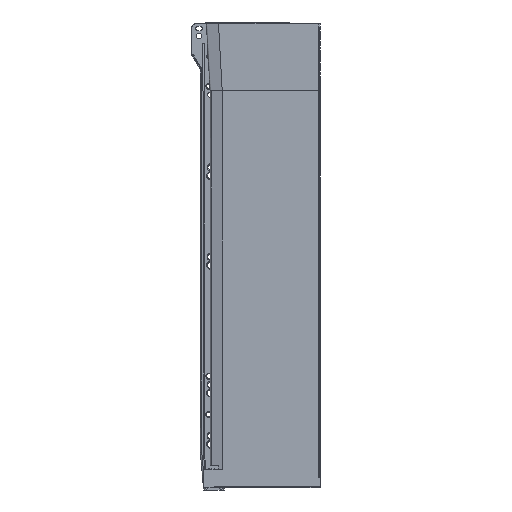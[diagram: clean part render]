
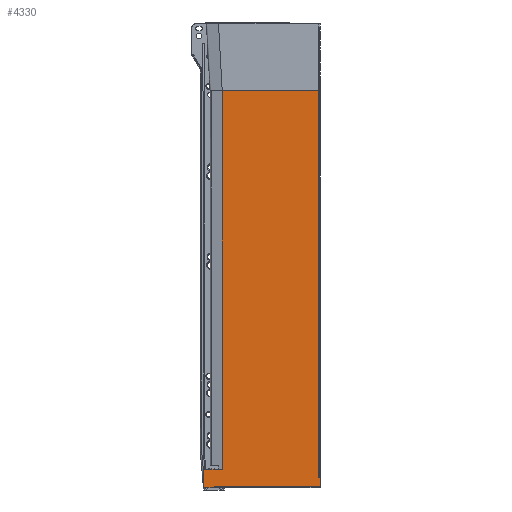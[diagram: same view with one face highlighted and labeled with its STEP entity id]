
A CAD part, left-side view. The second image highlights one B-rep face of the part: STEP entity #4330.
In plain terms, the highlighted planar face has unit normal (-1, 0, 0).
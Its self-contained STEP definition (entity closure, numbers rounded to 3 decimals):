
#16 = VECTOR ( 'NONE', #5850, 1000. ) ;
#110 = EDGE_CURVE ( 'NONE', #9642, #9692, #4570, .T. ) ;
#172 = CARTESIAN_POINT ( 'NONE',  ( -14.887, -0.837, -72. ) ) ;
#237 = LINE ( 'NONE', #2623, #4873 ) ;
#377 = CARTESIAN_POINT ( 'NONE',  ( -14.887, 111.5, -498. ) ) ;
#381 = DIRECTION ( 'NONE',  ( 0., 1., 0. ) ) ;
#385 = EDGE_CURVE ( 'NONE', #5749, #9642, #9207, .T. ) ;
#614 = VERTEX_POINT ( 'NONE', #3413 ) ;
#690 = DIRECTION ( 'NONE',  ( 0., 0., -1. ) ) ;
#844 = VECTOR ( 'NONE', #7986, 1000. ) ;
#858 = VERTEX_POINT ( 'NONE', #3082 ) ;
#1041 = EDGE_CURVE ( 'NONE', #4536, #7001, #7300, .T. ) ;
#1148 = DIRECTION ( 'NONE',  ( 0., -1., 0. ) ) ;
#1167 = EDGE_CURVE ( 'NONE', #7001, #1848, #4405, .T. ) ;
#1703 = CARTESIAN_POINT ( 'NONE',  ( -14.887, 111.5, -498. ) ) ;
#1716 = CARTESIAN_POINT ( 'NONE',  ( -14.887, -0.837, -498. ) ) ;
#1804 = LINE ( 'NONE', #172, #5851 ) ;
#1848 = VERTEX_POINT ( 'NONE', #7856 ) ;
#1901 = ORIENTED_EDGE ( 'NONE', *, *, #110, .F. ) ;
#2221 = EDGE_CURVE ( 'NONE', #6335, #858, #237, .T. ) ;
#2573 = FACE_OUTER_BOUND ( 'NONE', #7718, .T. ) ;
#2584 = DIRECTION ( 'NONE',  ( 0., 1., 0. ) ) ;
#2593 = CARTESIAN_POINT ( 'NONE',  ( -14.887, -378., -487. ) ) ;
#2623 = CARTESIAN_POINT ( 'NONE',  ( -14.887, 102.9, -478. ) ) ;
#2873 = CARTESIAN_POINT ( 'NONE',  ( -14.887, 122.645, -478. ) ) ;
#3082 = CARTESIAN_POINT ( 'NONE',  ( -14.887, 102.9, -478. ) ) ;
#3413 = CARTESIAN_POINT ( 'NONE',  ( -14.887, 102.9, -72. ) ) ;
#3543 = CARTESIAN_POINT ( 'NONE',  ( -14.887, 122.645, -478. ) ) ;
#3779 = CARTESIAN_POINT ( 'NONE',  ( -14.887, 122.645, -498. ) ) ;
#3812 = CARTESIAN_POINT ( 'NONE',  ( -14.887, -2.091, -487. ) ) ;
#3924 = ORIENTED_EDGE ( 'NONE', *, *, #385, .F. ) ;
#4330 = ADVANCED_FACE ( 'NONE', ( #2573 ), #9905, .T. ) ;
#4405 = LINE ( 'NONE', #7562, #7222 ) ;
#4443 = EDGE_CURVE ( 'NONE', #4536, #5749, #9850, .T. ) ;
#4484 = ORIENTED_EDGE ( 'NONE', *, *, #2221, .F. ) ;
#4536 = VERTEX_POINT ( 'NONE', #3812 ) ;
#4570 = LINE ( 'NONE', #377, #9067 ) ;
#4586 = DIRECTION ( 'NONE',  ( 0., 0., -1. ) ) ;
#4818 = DIRECTION ( 'NONE',  ( 0., 0., -1. ) ) ;
#4873 = VECTOR ( 'NONE', #1148, 1000. ) ;
#5300 = VECTOR ( 'NONE', #7012, 1000. ) ;
#5351 = EDGE_CURVE ( 'NONE', #6335, #6942, #6128, .T. ) ;
#5369 = ORIENTED_EDGE ( 'NONE', *, *, #5942, .F. ) ;
#5534 = LINE ( 'NONE', #6275, #844 ) ;
#5538 = CARTESIAN_POINT ( 'NONE',  ( -14.887, -0.837, -487. ) ) ;
#5749 = VERTEX_POINT ( 'NONE', #7421 ) ;
#5850 = DIRECTION ( 'NONE',  ( 0., 1., 0. ) ) ;
#5851 = VECTOR ( 'NONE', #381, 1000. ) ;
#5942 = EDGE_CURVE ( 'NONE', #858, #614, #5534, .T. ) ;
#6128 = LINE ( 'NONE', #2873, #10085 ) ;
#6253 = EDGE_CURVE ( 'NONE', #6942, #9692, #9265, .T. ) ;
#6275 = CARTESIAN_POINT ( 'NONE',  ( -14.887, 102.9, -498. ) ) ;
#6335 = VERTEX_POINT ( 'NONE', #3543 ) ;
#6543 = CARTESIAN_POINT ( 'NONE',  ( -14.887, -2.091, -496.9 ) ) ;
#6942 = VERTEX_POINT ( 'NONE', #3779 ) ;
#6969 = DIRECTION ( 'NONE',  ( 0., 0., -1. ) ) ;
#7001 = VERTEX_POINT ( 'NONE', #5538 ) ;
#7012 = DIRECTION ( 'NONE',  ( 0., -1., 0. ) ) ;
#7070 = ORIENTED_EDGE ( 'NONE', *, *, #4443, .F. ) ;
#7199 = ORIENTED_EDGE ( 'NONE', *, *, #1167, .T. ) ;
#7222 = VECTOR ( 'NONE', #8312, 1000. ) ;
#7300 = LINE ( 'NONE', #2593, #16 ) ;
#7421 = CARTESIAN_POINT ( 'NONE',  ( -14.887, -2.091, -496.9 ) ) ;
#7441 = DIRECTION ( 'NONE',  ( -1., 0., 0. ) ) ;
#7562 = CARTESIAN_POINT ( 'NONE',  ( -14.887, -0.837, -498. ) ) ;
#7718 = EDGE_LOOP ( 'NONE', ( #3924, #7070, #8461, #7199, #10020, #5369, #4484, #9390, #9039, #1901 ) ) ;
#7856 = CARTESIAN_POINT ( 'NONE',  ( -14.887, -0.837, -72. ) ) ;
#7986 = DIRECTION ( 'NONE',  ( 0., 0., 1. ) ) ;
#8025 = CARTESIAN_POINT ( 'NONE',  ( -14.887, -2.091, -498. ) ) ;
#8114 = CARTESIAN_POINT ( 'NONE',  ( -14.887, 111.5, -496.9 ) ) ;
#8312 = DIRECTION ( 'NONE',  ( 0., 0., 1. ) ) ;
#8461 = ORIENTED_EDGE ( 'NONE', *, *, #1041, .T. ) ;
#8667 = VECTOR ( 'NONE', #2584, 1000. ) ;
#9039 = ORIENTED_EDGE ( 'NONE', *, *, #6253, .T. ) ;
#9067 = VECTOR ( 'NONE', #6969, 1000. ) ;
#9207 = LINE ( 'NONE', #6543, #8667 ) ;
#9265 = LINE ( 'NONE', #10237, #5300 ) ;
#9287 = VECTOR ( 'NONE', #690, 1000. ) ;
#9390 = ORIENTED_EDGE ( 'NONE', *, *, #5351, .T. ) ;
#9638 = AXIS2_PLACEMENT_3D ( 'NONE', #1716, #7441, #4818 ) ;
#9642 = VERTEX_POINT ( 'NONE', #8114 ) ;
#9692 = VERTEX_POINT ( 'NONE', #1703 ) ;
#9850 = LINE ( 'NONE', #8025, #9287 ) ;
#9905 = PLANE ( 'NONE',  #9638 ) ;
#10020 = ORIENTED_EDGE ( 'NONE', *, *, #10058, .T. ) ;
#10058 = EDGE_CURVE ( 'NONE', #1848, #614, #1804, .T. ) ;
#10085 = VECTOR ( 'NONE', #4586, 1000. ) ;
#10237 = CARTESIAN_POINT ( 'NONE',  ( -14.887, 102.9, -498. ) ) ;
